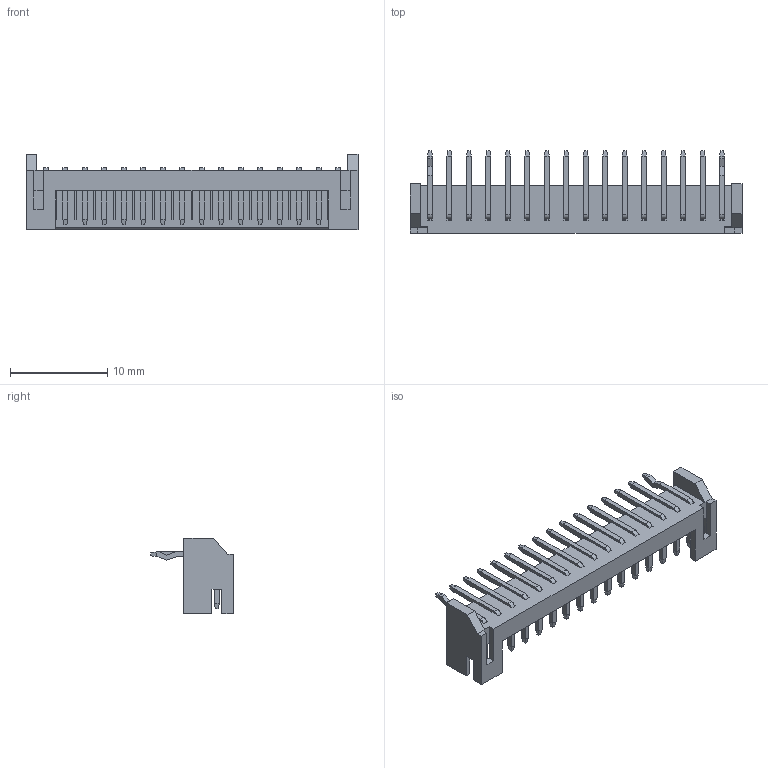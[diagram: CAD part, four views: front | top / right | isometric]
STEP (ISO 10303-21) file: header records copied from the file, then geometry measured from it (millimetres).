
FILE_DESCRIPTION (( 'STEP AP214' ), '1' );
FILE_NAME ('FWF20002-S16B22W1B-REF .STEP', '2025-12-16T01:03:44', ( '' ), ( '' ), 'SwSTEP 2.0', 'SolidWorks 2021', '' );
FILE_SCHEMA (( 'AUTOMOTIVE_DESIGN' ));
Length unit declared in the file: millimetre
Products named in the file (1): FWF20002-S16B22W1B-REF 
Bounding box: 34.1 x 8.5 x 7.75 mm (x, y, z)
Volume: 444.5 mm3; surface area: 1274.1 mm2
Topology: 1 solids, 1 shells, 587 faces, 1515 edges, 942 vertices
Faces by surface type: plane 555, cylinder 32
Entity records: 17355 total; most frequent: CARTESIAN_POINT 3045, ORIENTED_EDGE 3030, DIRECTION 2787, EDGE_CURVE 1515, VECTOR 1419, LINE 1419, VERTEX_POINT 942, AXIS2_PLACEMENT_3D 684
